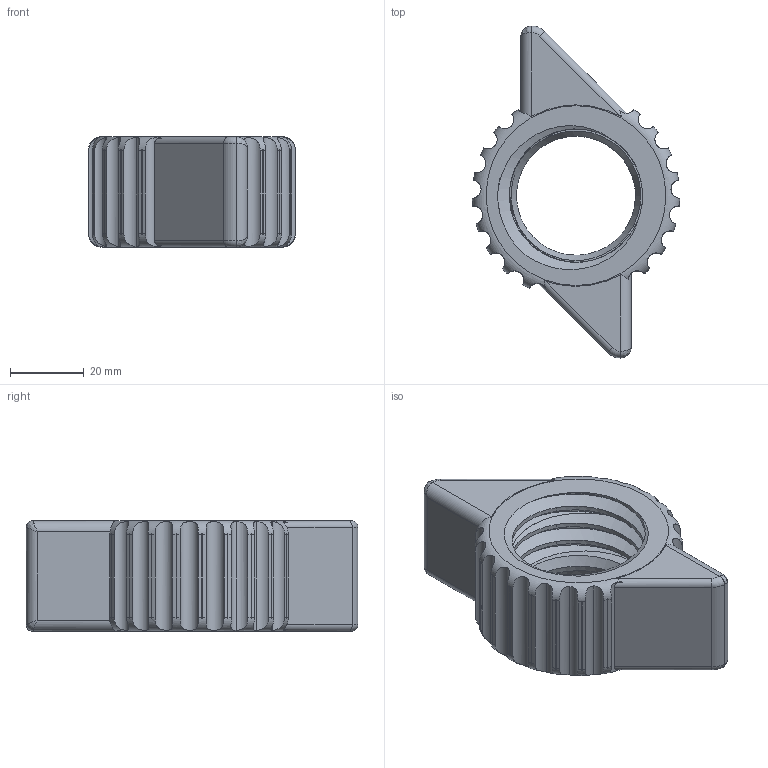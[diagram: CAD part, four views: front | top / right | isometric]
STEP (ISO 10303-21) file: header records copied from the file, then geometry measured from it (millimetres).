
FILE_DESCRIPTION(('HOOPS Exchange Step'),'2;1');
FILE_NAME('temp_export','2021-03-14T17:20:31+01:00',('mobile'),('Shapr3D Limited'),'HOOPS Exchange 2020.2','Shapr3D','Authorized');
FILE_SCHEMA( ('AP203_CONFIGURATION_CONTROLLED_3D_DESIGN_OF_MECHANICAL_PARTS_AND_ASSEMBLIES_MIM_LF') );
Length unit declared in the file: millimetre
Products named in the file (2): 0; A40B40E9-034A-4B56-96E0-28F0FBB70B86.tmp
Assembly tree (1 placements, depth 2):
  A40B40E9-034A-4B56-96E0-28F0FBB70B86.tmp
    0
Bounding box: 56.23 x 90 x 30.01 mm (x, y, z)
Volume: 50679.4 mm3; surface area: 16384.9 mm2
Topology: 1 solids, 2 shells, 148 faces, 422 edges, 274 vertices
Faces by surface type: cylinder 103, plane 16, bspline 15, torus 10, sphere 2, offset 2
Full cylindrical faces by diameter (mm): 36.192 x2, 42.447 x3
Entity records: 25616 total; most frequent: CARTESIAN_POINT 22042, ORIENTED_EDGE 836, DIRECTION 618, EDGE_CURVE 418, VERTEX_POINT 274, AXIS2_PLACEMENT_3D 251, B_SPLINE_CURVE_WITH_KNOTS 185, EDGE_LOOP 150
